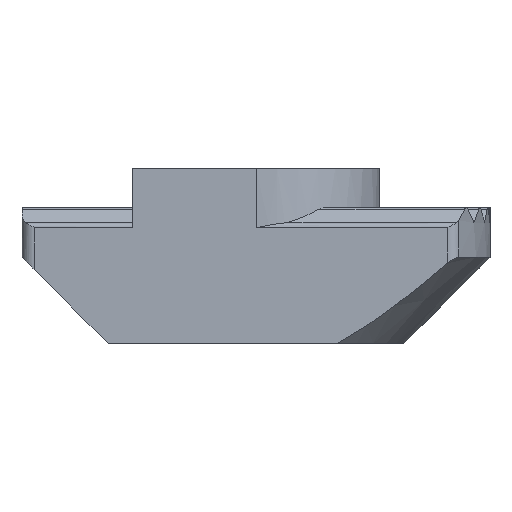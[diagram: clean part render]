
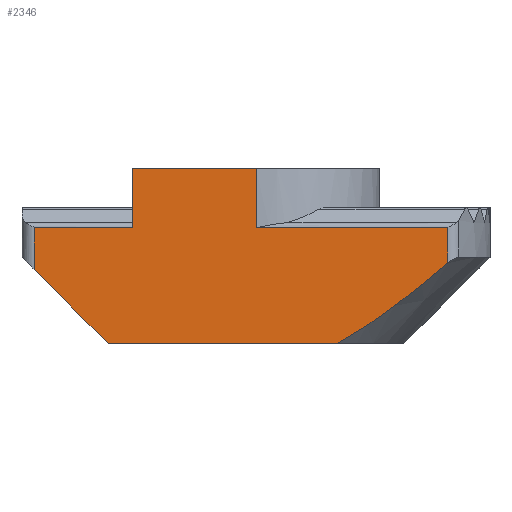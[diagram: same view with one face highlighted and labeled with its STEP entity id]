
A CAD part, front view. The second image highlights one B-rep face of the part: STEP entity #2346.
In plain terms, the highlighted planar face has unit normal (0, -1, 0).
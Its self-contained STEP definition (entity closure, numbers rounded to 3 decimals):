
#150 = CARTESIAN_POINT ( 'NONE',  ( -9.5, -5., 4.699 ) ) ;
#159 = DIRECTION ( 'NONE',  ( -1., 0., 0. ) ) ;
#166 = DIRECTION ( 'NONE',  ( 0., 0., -1. ) ) ;
#176 = CARTESIAN_POINT ( 'NONE',  ( -5., -5., 7.1 ) ) ;
#199 = DIRECTION ( 'NONE',  ( 0.707, 0., -0.707 ) ) ;
#206 = DIRECTION ( 'NONE',  ( 1., 0., 0. ) ) ;
#208 = CARTESIAN_POINT ( 'NONE',  ( -9.5, -5., 0. ) ) ;
#318 = CARTESIAN_POINT ( 'NONE',  ( -9.5, -5., 3.5 ) ) ;
#335 = CARTESIAN_POINT ( 'NONE',  ( -9., -5., 5.59 ) ) ;
#339 = DIRECTION ( 'NONE',  ( 0., 0., -1. ) ) ;
#507 = CARTESIAN_POINT ( 'NONE',  ( -5., -5., 7.1 ) ) ;
#528 = CARTESIAN_POINT ( 'NONE',  ( -5., -5., 4.699 ) ) ;
#531 = CARTESIAN_POINT ( 'NONE',  ( 0., -5., 7.1 ) ) ;
#533 = CARTESIAN_POINT ( 'NONE',  ( -6., -5., 0. ) ) ;
#535 = CARTESIAN_POINT ( 'NONE',  ( 0., -5., 4.699 ) ) ;
#536 = CARTESIAN_POINT ( 'NONE',  ( 3.317, -5., 0. ) ) ;
#538 = CARTESIAN_POINT ( 'NONE',  ( -9., -5., 3. ) ) ;
#541 = CARTESIAN_POINT ( 'NONE',  ( -9., -5., 4.699 ) ) ;
#549 = CARTESIAN_POINT ( 'NONE',  ( 7.794, -5., 3.26 ) ) ;
#550 = CARTESIAN_POINT ( 'NONE',  ( 7.794, -5., 4.699 ) ) ;
#596 = CARTESIAN_POINT ( 'NONE',  ( -9.5, -5., 5.59 ) ) ;
#599 = PLANE ( 'NONE',  #920 ) ;
#601 = DIRECTION ( 'NONE',  ( 0., 1., 0. ) ) ;
#602 = DIRECTION ( 'NONE',  ( 0., 0., 1. ) ) ;
#662 = B_SPLINE_CURVE_WITH_KNOTS ( 'NONE', 3,
 ( #1151, #1149, #1142, #1141, #1140, #1139, #1138, #1137 ),
 .UNSPECIFIED., .F., .F.,
 ( 4, 2, 2, 4 ),
 ( 0., 0.001, 0.003, 0.006 ),
 .UNSPECIFIED. ) ;
#744 = CARTESIAN_POINT ( 'NONE',  ( 0., -5., 7.1 ) ) ;
#745 = DIRECTION ( 'NONE',  ( 0., 0., -1. ) ) ;
#765 = CARTESIAN_POINT ( 'NONE',  ( 0., -5., 7.1 ) ) ;
#766 = DIRECTION ( 'NONE',  ( 1., 0., 0. ) ) ;
#907 = EDGE_CURVE ( 'NONE', #1762, #1620, #2182, .T. ) ;
#909 = EDGE_CURVE ( 'NONE', #1584, #1605, #2184, .T. ) ;
#920 = AXIS2_PLACEMENT_3D ( 'NONE', #596, #601, #602 ) ;
#964 = EDGE_CURVE ( 'NONE', #1701, #1767, #662, .T. ) ;
#970 = EDGE_CURVE ( 'NONE', #1639, #1646, #2134, .T. ) ;
#981 = EDGE_CURVE ( 'NONE', #1610, #1701, #2116, .T. ) ;
#983 = EDGE_CURVE ( 'NONE', #1646, #1610, #2119, .T. ) ;
#1031 = EDGE_CURVE ( 'NONE', #1605, #1639, #2069, .T. ) ;
#1042 = EDGE_CURVE ( 'NONE', #1767, #1762, #2056, .T. ) ;
#1124 = EDGE_CURVE ( 'NONE', #1608, #1620, #1955, .T. ) ;
#1134 = EDGE_CURVE ( 'NONE', #1584, #1608, #1944, .T. ) ;
#1137 = CARTESIAN_POINT ( 'NONE',  ( 7.794, -5., 3.26 ) ) ;
#1138 = CARTESIAN_POINT ( 'NONE',  ( 7.086, -5., 2.664 ) ) ;
#1139 = CARTESIAN_POINT ( 'NONE',  ( 6.369, -5., 2.082 ) ) ;
#1140 = CARTESIAN_POINT ( 'NONE',  ( 5.26, -5., 1.253 ) ) ;
#1141 = CARTESIAN_POINT ( 'NONE',  ( 4.885, -5., 0.984 ) ) ;
#1142 = CARTESIAN_POINT ( 'NONE',  ( 4.117, -5., 0.47 ) ) ;
#1149 = CARTESIAN_POINT ( 'NONE',  ( 3.724, -5., 0.225 ) ) ;
#1151 = CARTESIAN_POINT ( 'NONE',  ( 3.317, -5., 0. ) ) ;
#1374 = ORIENTED_EDGE ( 'NONE', *, *, #909, .T. ) ;
#1375 = ORIENTED_EDGE ( 'NONE', *, *, #1031, .T. ) ;
#1376 = ORIENTED_EDGE ( 'NONE', *, *, #970, .T. ) ;
#1377 = ORIENTED_EDGE ( 'NONE', *, *, #983, .T. ) ;
#1378 = ORIENTED_EDGE ( 'NONE', *, *, #981, .T. ) ;
#1379 = ORIENTED_EDGE ( 'NONE', *, *, #964, .T. ) ;
#1380 = ORIENTED_EDGE ( 'NONE', *, *, #1042, .T. ) ;
#1381 = ORIENTED_EDGE ( 'NONE', *, *, #907, .T. ) ;
#1382 = ORIENTED_EDGE ( 'NONE', *, *, #1124, .F. ) ;
#1383 = ORIENTED_EDGE ( 'NONE', *, *, #1134, .F. ) ;
#1584 = VERTEX_POINT ( 'NONE', #507 ) ;
#1605 = VERTEX_POINT ( 'NONE', #528 ) ;
#1608 = VERTEX_POINT ( 'NONE', #531 ) ;
#1610 = VERTEX_POINT ( 'NONE', #533 ) ;
#1616 = EDGE_LOOP ( 'NONE', ( #1374, #1375, #1376, #1377, #1378, #1379, #1380, #1381, #1382, #1383 ) ) ;
#1620 = VERTEX_POINT ( 'NONE', #535 ) ;
#1639 = VERTEX_POINT ( 'NONE', #541 ) ;
#1646 = VERTEX_POINT ( 'NONE', #538 ) ;
#1701 = VERTEX_POINT ( 'NONE', #536 ) ;
#1762 = VERTEX_POINT ( 'NONE', #550 ) ;
#1767 = VERTEX_POINT ( 'NONE', #549 ) ;
#1826 = CARTESIAN_POINT ( 'NONE',  ( -9.5, -5., 4.699 ) ) ;
#1831 = DIRECTION ( 'NONE',  ( -1., 0., 0. ) ) ;
#1859 = CARTESIAN_POINT ( 'NONE',  ( 7.794, -5., 5.59 ) ) ;
#1865 = DIRECTION ( 'NONE',  ( 0., 0., 1. ) ) ;
#1927 = FACE_OUTER_BOUND ( 'NONE', #1616, .T. ) ;
#1943 = VECTOR ( 'NONE', #766, 1000. ) ;
#1944 = LINE ( 'NONE', #765, #1943 ) ;
#1952 = VECTOR ( 'NONE', #745, 1000. ) ;
#1955 = LINE ( 'NONE', #744, #1952 ) ;
#2054 = VECTOR ( 'NONE', #1865, 1000. ) ;
#2056 = LINE ( 'NONE', #1859, #2054 ) ;
#2063 = VECTOR ( 'NONE', #1831, 1000. ) ;
#2069 = LINE ( 'NONE', #1826, #2063 ) ;
#2109 = VECTOR ( 'NONE', #199, 1000. ) ;
#2113 = VECTOR ( 'NONE', #206, 1000. ) ;
#2116 = LINE ( 'NONE', #208, #2113 ) ;
#2119 = LINE ( 'NONE', #318, #2109 ) ;
#2128 = VECTOR ( 'NONE', #339, 1000. ) ;
#2134 = LINE ( 'NONE', #335, #2128 ) ;
#2177 = VECTOR ( 'NONE', #166, 1000. ) ;
#2179 = VECTOR ( 'NONE', #159, 1000. ) ;
#2182 = LINE ( 'NONE', #150, #2179 ) ;
#2184 = LINE ( 'NONE', #176, #2177 ) ;
#2346 = ADVANCED_FACE ( 'NONE', ( #1927 ), #599, .F. ) ;
